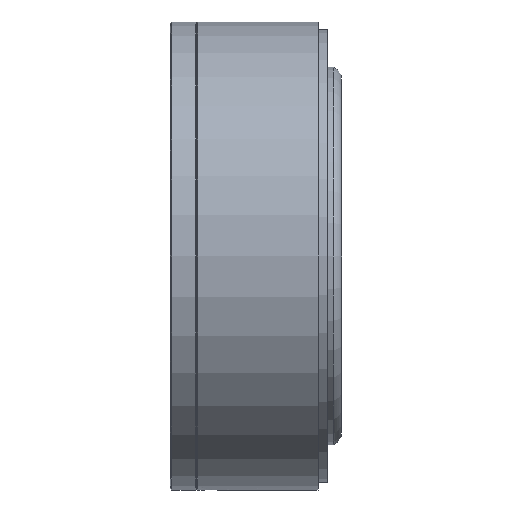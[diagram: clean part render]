
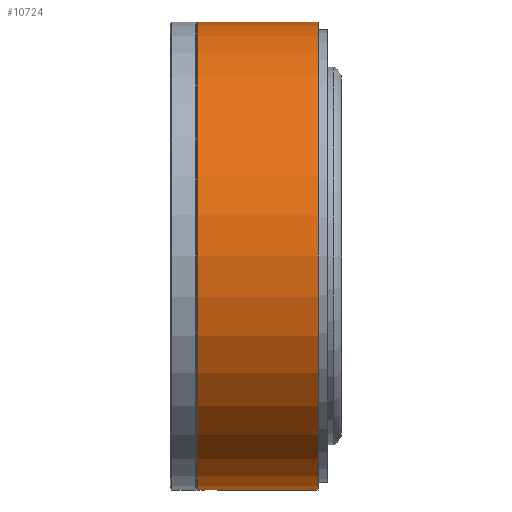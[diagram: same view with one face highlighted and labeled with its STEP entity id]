
A CAD part, front view. The second image highlights one B-rep face of the part: STEP entity #10724.
In plain terms, the highlighted cylindrical face has radius 113.03 mm (diameter 226.06 mm), a partial arc.
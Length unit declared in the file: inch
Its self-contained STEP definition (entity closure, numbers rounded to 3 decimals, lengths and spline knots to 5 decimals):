
#56 = VECTOR ( 'NONE', #8258, 39.37008 ) ;
#132 = DIRECTION ( 'NONE',  ( -1., 0., 0. ) ) ;
#326 = CARTESIAN_POINT ( 'NONE',  ( 0.775, -0.125, -4.44824 ) ) ;
#335 = VECTOR ( 'NONE', #132, 39.37008 ) ;
#360 = CARTESIAN_POINT ( 'NONE',  ( 0.65639, -0.04031, -4.44982 ) ) ;
#938 = LINE ( 'NONE', #11812, #335 ) ;
#1104 = CARTESIAN_POINT ( 'NONE',  ( 0.89599, -0.03246, -4.44989 ) ) ;
#1300 = CARTESIAN_POINT ( 'NONE',  ( 0.75873, -0.12421, -4.44827 ) ) ;
#1343 = CARTESIAN_POINT ( 'NONE',  ( 0.65081, -0.01637, -4.44998 ) ) ;
#1387 = ORIENTED_EDGE ( 'NONE', *, *, #8374, .F. ) ;
#1521 = CARTESIAN_POINT ( 'NONE',  ( 0.527, 0., 0. ) ) ;
#1655 = CARTESIAN_POINT ( 'NONE',  ( 0.527, 0., -4.45 ) ) ;
#1673 = FACE_OUTER_BOUND ( 'NONE', #5209, .T. ) ;
#1874 = VERTEX_POINT ( 'NONE', #12490 ) ;
#2017 = VERTEX_POINT ( 'NONE', #8420 ) ;
#2056 = VERTEX_POINT ( 'NONE', #10449 ) ;
#2065 = CARTESIAN_POINT ( 'NONE',  ( 0.88736, -0.05538, -4.44966 ) ) ;
#2278 = CARTESIAN_POINT ( 'NONE',  ( 0.7347, -0.11861, -4.44842 ) ) ;
#2315 = CARTESIAN_POINT ( 'NONE',  ( 0.65, 0., -4.45 ) ) ;
#2391 = CARTESIAN_POINT ( 'NONE',  ( -0.14524, 0., 0. ) ) ;
#2500 = DIRECTION ( 'NONE',  ( 0., 0., -1. ) ) ;
#2828 = B_SPLINE_CURVE_WITH_KNOTS ( 'NONE', 3,
 ( #326, #4221, #1300, #8135, #2278, #9111, #3261, #10087, #4268, #11042, #5247, #12012, #6220, #360, #7204, #1343, #8176, #2315 ),
 .UNSPECIFIED., .F., .F.,
 ( 4, 2, 2, 2, 2, 2, 2, 2, 4 ),
 ( 0.00993, 0.01055, 0.01117, 0.01179, 0.01241, 0.01303, 0.01365, 0.01427, 0.01489 ),
 .UNSPECIFIED. ) ;
#2904 = CIRCLE ( 'NONE', #10983, 4.45 ) ;
#2972 = EDGE_CURVE ( 'NONE', #8192, #4119, #5798, .T. ) ;
#3059 = CARTESIAN_POINT ( 'NONE',  ( 0.87439, -0.07624, -4.44935 ) ) ;
#3183 = ORIENTED_EDGE ( 'NONE', *, *, #11475, .T. ) ;
#3261 = CARTESIAN_POINT ( 'NONE',  ( 0.7124, -0.10851, -4.44868 ) ) ;
#3317 = AXIS2_PLACEMENT_3D ( 'NONE', #1521, #8354, #2500 ) ;
#3568 = CARTESIAN_POINT ( 'NONE',  ( 2.813, 0., -4.45 ) ) ;
#3592 = VERTEX_POINT ( 'NONE', #5533 ) ;
#3643 = ORIENTED_EDGE ( 'NONE', *, *, #8440, .F. ) ;
#3881 = CARTESIAN_POINT ( 'NONE',  ( 0.527, 0., 4.45 ) ) ;
#4018 = CARTESIAN_POINT ( 'NONE',  ( 0.9, 0., -4.45 ) ) ;
#4058 = CARTESIAN_POINT ( 'NONE',  ( 0.85756, -0.09422, -4.44901 ) ) ;
#4119 = VERTEX_POINT ( 'NONE', #1655 ) ;
#4221 = CARTESIAN_POINT ( 'NONE',  ( 0.76684, -0.125, -4.44824 ) ) ;
#4242 = ORIENTED_EDGE ( 'NONE', *, *, #4333, .F. ) ;
#4268 = CARTESIAN_POINT ( 'NONE',  ( 0.6924, -0.09418, -4.44901 ) ) ;
#4333 = EDGE_CURVE ( 'NONE', #2056, #3592, #5706, .T. ) ;
#5050 = CARTESIAN_POINT ( 'NONE',  ( 0.8377, -0.10845, -4.44868 ) ) ;
#5209 = EDGE_LOOP ( 'NONE', ( #3643, #7887, #3183, #5599, #11255, #1387, #4242 ) ) ;
#5247 = CARTESIAN_POINT ( 'NONE',  ( 0.67559, -0.07622, -4.44935 ) ) ;
#5533 = CARTESIAN_POINT ( 'NONE',  ( 0.775, -0.125, -4.44824 ) ) ;
#5599 = ORIENTED_EDGE ( 'NONE', *, *, #2972, .T. ) ;
#5706 = B_SPLINE_CURVE_WITH_KNOTS ( 'NONE', 3,
 ( #4018, #9840, #6956, #1104, #7934, #2065, #8901, #3059, #9884, #4058, #10845, #5050, #11799, #6016, #11639, #5842, #7959, #6005 ),
 .UNSPECIFIED., .F., .F.,
 ( 4, 2, 2, 2, 2, 2, 2, 2, 4 ),
 ( 0.00496, 0.00558, 0.00621, 0.00683, 0.00745, 0.00807, 0.00869, 0.00931, 0.00993 ),
 .UNSPECIFIED. ) ;
#5798 = CIRCLE ( 'NONE', #3317, 4.45 ) ;
#5806 = DIRECTION ( 'NONE',  ( -1., 0., 0. ) ) ;
#5842 = CARTESIAN_POINT ( 'NONE',  ( 0.79144, -0.12418, -4.44827 ) ) ;
#6005 = CARTESIAN_POINT ( 'NONE',  ( 0.775, -0.125, -4.44824 ) ) ;
#6016 = CARTESIAN_POINT ( 'NONE',  ( 0.81525, -0.11863, -4.44842 ) ) ;
#6220 = CARTESIAN_POINT ( 'NONE',  ( 0.66267, -0.05544, -4.44966 ) ) ;
#6372 = DIRECTION ( 'NONE',  ( 0., 0., 1. ) ) ;
#6888 = LINE ( 'NONE', #8902, #7196 ) ;
#6956 = CARTESIAN_POINT ( 'NONE',  ( 0.89918, -0.01643, -4.44998 ) ) ;
#6967 = VERTEX_POINT ( 'NONE', #3568 ) ;
#7196 = VECTOR ( 'NONE', #9885, 39.37008 ) ;
#7204 = CARTESIAN_POINT ( 'NONE',  ( 0.65399, -0.03235, -4.44989 ) ) ;
#7887 = ORIENTED_EDGE ( 'NONE', *, *, #11345, .T. ) ;
#7934 = CARTESIAN_POINT ( 'NONE',  ( 0.89363, -0.04025, -4.44982 ) ) ;
#7959 = CARTESIAN_POINT ( 'NONE',  ( 0.78316, -0.125, -4.44824 ) ) ;
#8135 = CARTESIAN_POINT ( 'NONE',  ( 0.74261, -0.12101, -4.44835 ) ) ;
#8176 = CARTESIAN_POINT ( 'NONE',  ( 0.65, -0.00825, -4.45 ) ) ;
#8192 = VERTEX_POINT ( 'NONE', #3881 ) ;
#8258 = DIRECTION ( 'NONE',  ( -1., 0., 0. ) ) ;
#8354 = DIRECTION ( 'NONE',  ( 1., 0., 0. ) ) ;
#8374 = EDGE_CURVE ( 'NONE', #3592, #2017, #2828, .T. ) ;
#8420 = CARTESIAN_POINT ( 'NONE',  ( 0.65, 0., -4.45 ) ) ;
#8440 = EDGE_CURVE ( 'NONE', #6967, #2056, #10420, .T. ) ;
#8901 = CARTESIAN_POINT ( 'NONE',  ( 0.88345, -0.0627, -4.44956 ) ) ;
#8902 = CARTESIAN_POINT ( 'NONE',  ( -0.14524, 0., 4.45 ) ) ;
#9111 = CARTESIAN_POINT ( 'NONE',  ( 0.71965, -0.11237, -4.44858 ) ) ;
#9514 = EDGE_CURVE ( 'NONE', #2017, #4119, #938, .T. ) ;
#9840 = CARTESIAN_POINT ( 'NONE',  ( 0.9, -0.00815, -4.45 ) ) ;
#9884 = CARTESIAN_POINT ( 'NONE',  ( 0.86923, -0.08255, -4.44924 ) ) ;
#9885 = DIRECTION ( 'NONE',  ( -1., 0., 0. ) ) ;
#10087 = CARTESIAN_POINT ( 'NONE',  ( 0.6987, -0.09936, -4.44889 ) ) ;
#10170 = AXIS2_PLACEMENT_3D ( 'NONE', #2391, #12167, #6372 ) ;
#10420 = LINE ( 'NONE', #11173, #56 ) ;
#10449 = CARTESIAN_POINT ( 'NONE',  ( 0.9, 0., -4.45 ) ) ;
#10724 = ADVANCED_FACE ( 'NONE', ( #1673 ), #11419, .T. ) ;
#10845 = CARTESIAN_POINT ( 'NONE',  ( 0.85123, -0.0994, -4.44889 ) ) ;
#10983 = AXIS2_PLACEMENT_3D ( 'NONE', #11597, #5806, #12565 ) ;
#11042 = CARTESIAN_POINT ( 'NONE',  ( 0.68087, -0.08265, -4.44924 ) ) ;
#11173 = CARTESIAN_POINT ( 'NONE',  ( -0.14524, 0., -4.45 ) ) ;
#11255 = ORIENTED_EDGE ( 'NONE', *, *, #9514, .F. ) ;
#11345 = EDGE_CURVE ( 'NONE', #6967, #1874, #2904, .T. ) ;
#11419 = CYLINDRICAL_SURFACE ( 'NONE', #10170, 4.45 ) ;
#11475 = EDGE_CURVE ( 'NONE', #1874, #8192, #6888, .T. ) ;
#11597 = CARTESIAN_POINT ( 'NONE',  ( 2.813, 0., 0. ) ) ;
#11639 = CARTESIAN_POINT ( 'NONE',  ( 0.80745, -0.12099, -4.44836 ) ) ;
#11799 = CARTESIAN_POINT ( 'NONE',  ( 0.83039, -0.11236, -4.44858 ) ) ;
#11812 = CARTESIAN_POINT ( 'NONE',  ( -0.14524, 0., -4.45 ) ) ;
#12012 = CARTESIAN_POINT ( 'NONE',  ( 0.66651, -0.06262, -4.44956 ) ) ;
#12167 = DIRECTION ( 'NONE',  ( -1., 0., 0. ) ) ;
#12490 = CARTESIAN_POINT ( 'NONE',  ( 2.813, 0., 4.45 ) ) ;
#12565 = DIRECTION ( 'NONE',  ( 0., 0., 1. ) ) ;
